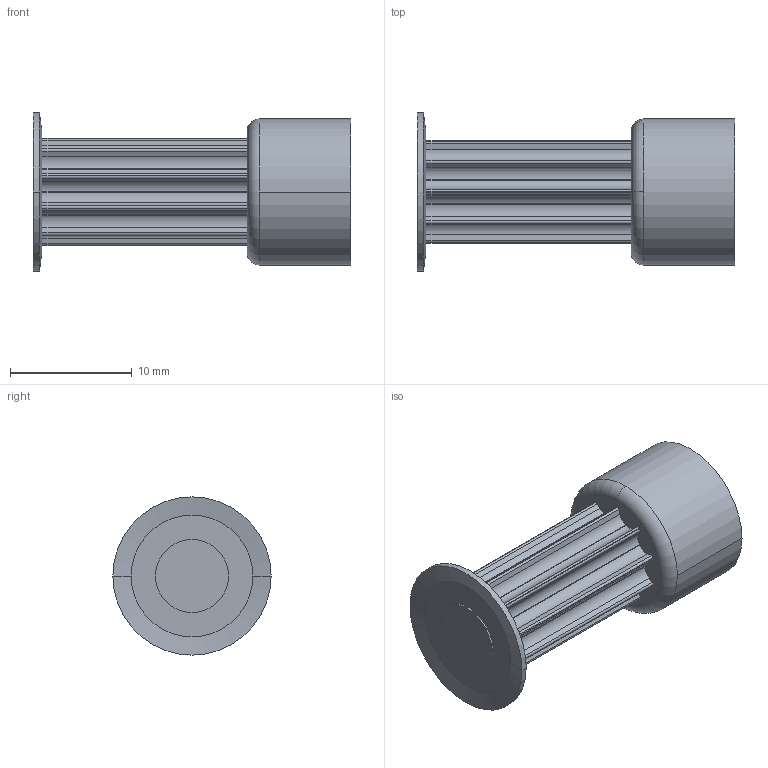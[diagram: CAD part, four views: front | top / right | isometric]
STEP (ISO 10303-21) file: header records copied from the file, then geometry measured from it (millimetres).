
FILE_DESCRIPTION( ( '' ), '1' );
FILE_NAME( '17031000.stp', '2021-10-19T09:59:22', ( '' ), ( '' ), ' ', ' ', ' ' );
FILE_SCHEMA( ( 'CONFIG_CONTROL_DESIGN' ) );
Length unit declared in the file: millimetre
Products named in the file (1): 1
Bounding box: 26.06 x 13 x 13 mm (x, y, z)
Volume: 1709.6 mm3; surface area: 1349 mm2
Topology: 1 solids, 1 shells, 97 faces, 273 edges, 181 vertices
Faces by surface type: cylinder 56, plane 35, cone 4, torus 2
Entity records: 3230 total; most frequent: DIRECTION 592, CARTESIAN_POINT 552, ORIENTED_EDGE 546, EDGE_CURVE 273, AXIS2_PLACEMENT_3D 221, VERTEX_POINT 181, LINE 150, VECTOR 150
